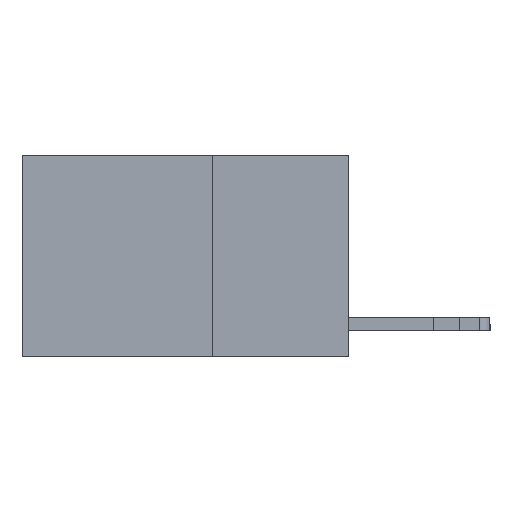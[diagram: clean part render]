
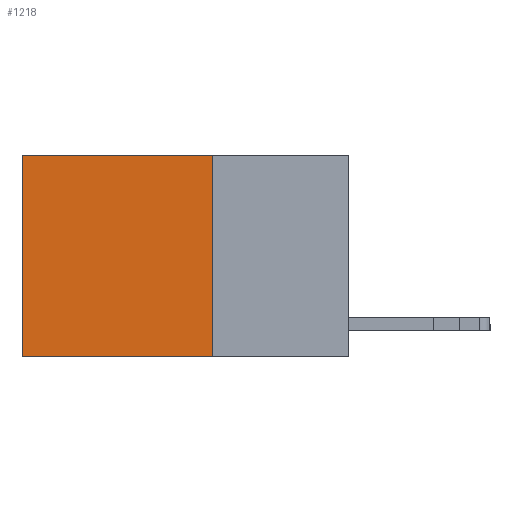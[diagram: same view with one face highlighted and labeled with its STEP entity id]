
A CAD part, left-side view. The second image highlights one B-rep face of the part: STEP entity #1218.
In plain terms, the highlighted planar face has unit normal (-1, 0, 0).
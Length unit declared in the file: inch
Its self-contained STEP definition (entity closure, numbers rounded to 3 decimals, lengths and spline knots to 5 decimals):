
#187 = VERTEX_POINT ( 'NONE', #12126 ) ;
#1175 = CARTESIAN_POINT ( 'NONE',  ( 0.2625, 0.25, -0.37 ) ) ;
#1218 = ADVANCED_FACE ( 'NONE', ( #15284 ), #1330, .F. ) ;
#1330 = PLANE ( 'NONE',  #18022 ) ;
#1683 = LINE ( 'NONE', #11085, #14322 ) ;
#2458 = CARTESIAN_POINT ( 'NONE',  ( 0.2625, 0.25, 0. ) ) ;
#3122 = CARTESIAN_POINT ( 'NONE',  ( 0.2625, 0.6, 0. ) ) ;
#3255 = EDGE_LOOP ( 'NONE', ( #4209, #12093, #8134, #18226 ) ) ;
#3611 = CARTESIAN_POINT ( 'NONE',  ( 0.2625, 0.25, -0.37 ) ) ;
#4209 = ORIENTED_EDGE ( 'NONE', *, *, #17559, .T. ) ;
#4341 = DIRECTION ( 'NONE',  ( 1., 0., 0. ) ) ;
#4466 = VECTOR ( 'NONE', #18056, 39.37008 ) ;
#4784 = DIRECTION ( 'NONE',  ( 0., 1., 0. ) ) ;
#5520 = CARTESIAN_POINT ( 'NONE',  ( 0.2625, 0.25, 0. ) ) ;
#6307 = DIRECTION ( 'NONE',  ( 0., 1., 0. ) ) ;
#6708 = EDGE_CURVE ( 'NONE', #9506, #18722, #10412, .T. ) ;
#8134 = ORIENTED_EDGE ( 'NONE', *, *, #6708, .F. ) ;
#8605 = EDGE_CURVE ( 'NONE', #18722, #187, #11450, .T. ) ;
#9506 = VERTEX_POINT ( 'NONE', #5520 ) ;
#10412 = LINE ( 'NONE', #2458, #15499 ) ;
#11085 = CARTESIAN_POINT ( 'NONE',  ( 0.2625, 0.25, 0. ) ) ;
#11450 = LINE ( 'NONE', #3611, #18833 ) ;
#12093 = ORIENTED_EDGE ( 'NONE', *, *, #8605, .F. ) ;
#12126 = CARTESIAN_POINT ( 'NONE',  ( 0.2625, 0.6, -0.37 ) ) ;
#13308 = VERTEX_POINT ( 'NONE', #3122 ) ;
#14322 = VECTOR ( 'NONE', #4784, 39.37008 ) ;
#15073 = LINE ( 'NONE', #16516, #4466 ) ;
#15284 = FACE_OUTER_BOUND ( 'NONE', #3255, .T. ) ;
#15499 = VECTOR ( 'NONE', #17836, 39.37008 ) ;
#16516 = CARTESIAN_POINT ( 'NONE',  ( 0.2625, 0.6, 0. ) ) ;
#16830 = CARTESIAN_POINT ( 'NONE',  ( 0.2625, 0.25, 0. ) ) ;
#17128 = DIRECTION ( 'NONE',  ( 0., 0., -1. ) ) ;
#17559 = EDGE_CURVE ( 'NONE', #13308, #187, #15073, .T. ) ;
#17836 = DIRECTION ( 'NONE',  ( 0., 0., -1. ) ) ;
#18022 = AXIS2_PLACEMENT_3D ( 'NONE', #16830, #4341, #17128 ) ;
#18056 = DIRECTION ( 'NONE',  ( 0., 0., -1. ) ) ;
#18226 = ORIENTED_EDGE ( 'NONE', *, *, #19937, .T. ) ;
#18722 = VERTEX_POINT ( 'NONE', #1175 ) ;
#18833 = VECTOR ( 'NONE', #6307, 39.37008 ) ;
#19937 = EDGE_CURVE ( 'NONE', #9506, #13308, #1683, .T. ) ;
